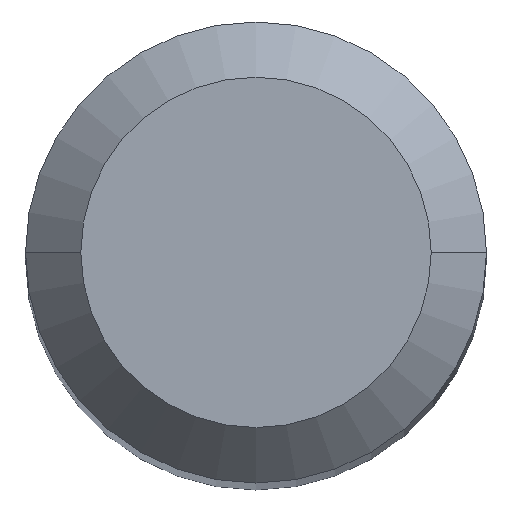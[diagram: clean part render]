
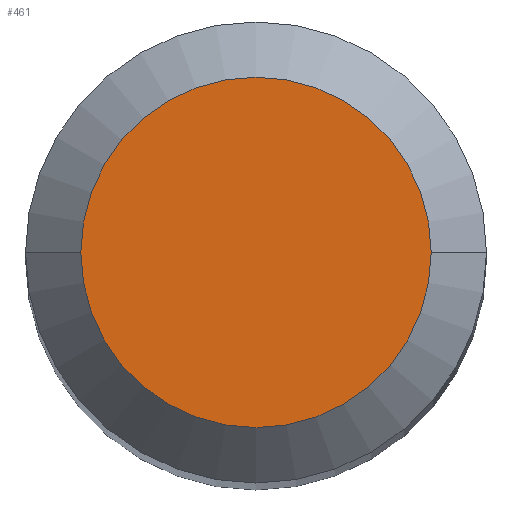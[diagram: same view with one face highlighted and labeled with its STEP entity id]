
A CAD part, top view. The second image highlights one B-rep face of the part: STEP entity #461.
In plain terms, the highlighted planar face has unit normal (0, 0, 1).
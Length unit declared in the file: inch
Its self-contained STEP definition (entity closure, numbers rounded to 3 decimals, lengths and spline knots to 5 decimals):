
#3 = PLANE ( 'NONE',  #339 ) ;
#4 = VERTEX_POINT ( 'NONE', #454 ) ;
#5 = CARTESIAN_POINT ( 'NONE',  ( 0., 0.0475, 0. ) ) ;
#18 = ORIENTED_EDGE ( 'NONE', *, *, #309, .T. ) ;
#28 = AXIS2_PLACEMENT_3D ( 'NONE', #251, #466, #72 ) ;
#40 = DIRECTION ( 'NONE',  ( -1., 0., 0. ) ) ;
#72 = DIRECTION ( 'NONE',  ( 1., 0., 0. ) ) ;
#86 = DIRECTION ( 'NONE',  ( 0., 0., 1. ) ) ;
#105 = CARTESIAN_POINT ( 'NONE',  ( 0.0475, 0., 0. ) ) ;
#134 = CARTESIAN_POINT ( 'NONE',  ( 0., 0., 0. ) ) ;
#207 = DIRECTION ( 'NONE',  ( 1., 0., 0. ) ) ;
#251 = CARTESIAN_POINT ( 'NONE',  ( 0., 0., 0. ) ) ;
#304 = AXIS2_PLACEMENT_3D ( 'NONE', #134, #86, #207 ) ;
#309 = EDGE_CURVE ( 'NONE', #4, #323, #401, .T. ) ;
#323 = VERTEX_POINT ( 'NONE', #105 ) ;
#328 = DIRECTION ( 'NONE',  ( 0., 0., -1. ) ) ;
#339 = AXIS2_PLACEMENT_3D ( 'NONE', #5, #328, #40 ) ;
#353 = ORIENTED_EDGE ( 'NONE', *, *, #359, .T. ) ;
#359 = EDGE_CURVE ( 'NONE', #323, #4, #374, .T. ) ;
#374 = CIRCLE ( 'NONE', #304, 0.0475 ) ;
#401 = CIRCLE ( 'NONE', #28, 0.0475 ) ;
#412 = EDGE_LOOP ( 'NONE', ( #18, #353 ) ) ;
#439 = FACE_OUTER_BOUND ( 'NONE', #412, .T. ) ;
#454 = CARTESIAN_POINT ( 'NONE',  ( -0.0475, 0., 0. ) ) ;
#461 = ADVANCED_FACE ( 'NONE', ( #439 ), #3, .F. ) ;
#466 = DIRECTION ( 'NONE',  ( 0., 0., 1. ) ) ;
